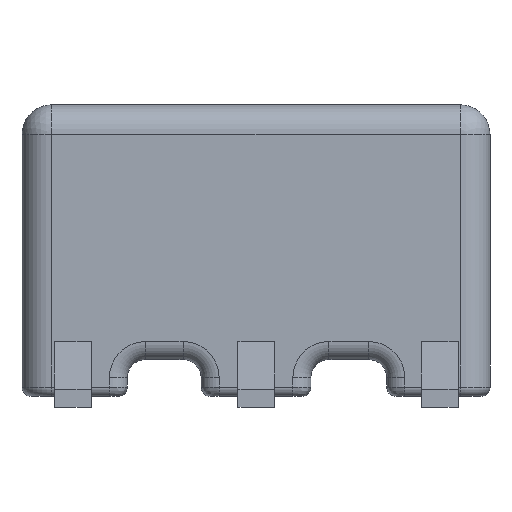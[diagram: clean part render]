
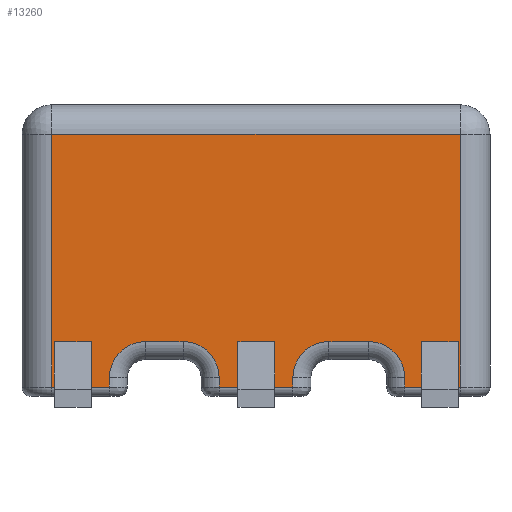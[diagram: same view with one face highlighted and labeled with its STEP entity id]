
A CAD part, left-side view. The second image highlights one B-rep face of the part: STEP entity #13260.
In plain terms, the highlighted planar face has unit normal (-1, 0, 0).
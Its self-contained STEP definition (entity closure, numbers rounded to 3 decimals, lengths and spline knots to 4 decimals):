
#570=PLANE('',#14249);
#1079=LINE('',#18527,#2578);
#1082=LINE('',#18532,#2581);
#1085=LINE('',#18536,#2584);
#1095=LINE('',#18565,#2594);
#1096=LINE('',#18569,#2595);
#1097=LINE('',#18571,#2596);
#1098=LINE('',#18575,#2597);
#1099=LINE('',#18579,#2598);
#1100=LINE('',#18581,#2599);
#1101=LINE('',#18583,#2600);
#1102=LINE('',#18587,#2601);
#1103=LINE('',#18590,#2602);
#2578=VECTOR('',#15201,10.);
#2581=VECTOR('',#15208,10.);
#2584=VECTOR('',#15213,10.);
#2594=VECTOR('',#15243,1000.);
#2595=VECTOR('',#15248,1000.);
#2596=VECTOR('',#15249,1000.);
#2597=VECTOR('',#15252,1000.);
#2598=VECTOR('',#15255,1000.);
#2599=VECTOR('',#15256,1000.);
#2600=VECTOR('',#15257,1000.);
#2601=VECTOR('',#15260,1000.);
#2602=VECTOR('',#15263,1000.);
#4181=FACE_OUTER_BOUND('',#4952,.T.);
#4952=EDGE_LOOP('',(#9312,#9313,#9314,#9315,#9316,#9317,#9318,#9319,#9320,
#9321,#9322,#9323,#9324,#9325,#9326,#9327));
#5756=CIRCLE('',#14250,0.5);
#5757=CIRCLE('',#14251,0.5);
#5758=CIRCLE('',#14252,0.5);
#5759=CIRCLE('',#14253,0.5);
#5970=VERTEX_POINT('',#18474);
#5977=VERTEX_POINT('',#18488);
#5985=VERTEX_POINT('',#18510);
#5987=VERTEX_POINT('',#18519);
#5998=VERTEX_POINT('',#18564);
#5999=VERTEX_POINT('',#18568);
#6000=VERTEX_POINT('',#18570);
#6001=VERTEX_POINT('',#18572);
#6002=VERTEX_POINT('',#18574);
#6003=VERTEX_POINT('',#18576);
#6004=VERTEX_POINT('',#18578);
#6005=VERTEX_POINT('',#18580);
#6006=VERTEX_POINT('',#18582);
#6007=VERTEX_POINT('',#18584);
#6008=VERTEX_POINT('',#18586);
#6009=VERTEX_POINT('',#18588);
#7281=EDGE_CURVE('',#5987,#5985,#1079,.T.);
#7284=EDGE_CURVE('',#5977,#5987,#1082,.T.);
#7287=EDGE_CURVE('',#5985,#5970,#1085,.T.);
#7302=EDGE_CURVE('',#5998,#5970,#1095,.T.);
#7304=EDGE_CURVE('',#5977,#5999,#1096,.T.);
#7305=EDGE_CURVE('',#5999,#6000,#1097,.T.);
#7306=EDGE_CURVE('',#6001,#6000,#5756,.T.);
#7307=EDGE_CURVE('',#6001,#6002,#1098,.T.);
#7308=EDGE_CURVE('',#6003,#6002,#5757,.T.);
#7309=EDGE_CURVE('',#6003,#6004,#1099,.T.);
#7310=EDGE_CURVE('',#6004,#6005,#1100,.T.);
#7311=EDGE_CURVE('',#6005,#6006,#1101,.T.);
#7312=EDGE_CURVE('',#6007,#6006,#5758,.T.);
#7313=EDGE_CURVE('',#6007,#6008,#1102,.T.);
#7314=EDGE_CURVE('',#6009,#6008,#5759,.T.);
#7315=EDGE_CURVE('',#6009,#5998,#1103,.T.);
#9312=ORIENTED_EDGE('',*,*,#7287,.F.);
#9313=ORIENTED_EDGE('',*,*,#7281,.F.);
#9314=ORIENTED_EDGE('',*,*,#7284,.F.);
#9315=ORIENTED_EDGE('',*,*,#7304,.T.);
#9316=ORIENTED_EDGE('',*,*,#7305,.T.);
#9317=ORIENTED_EDGE('',*,*,#7306,.F.);
#9318=ORIENTED_EDGE('',*,*,#7307,.T.);
#9319=ORIENTED_EDGE('',*,*,#7308,.F.);
#9320=ORIENTED_EDGE('',*,*,#7309,.T.);
#9321=ORIENTED_EDGE('',*,*,#7310,.T.);
#9322=ORIENTED_EDGE('',*,*,#7311,.T.);
#9323=ORIENTED_EDGE('',*,*,#7312,.F.);
#9324=ORIENTED_EDGE('',*,*,#7313,.T.);
#9325=ORIENTED_EDGE('',*,*,#7314,.F.);
#9326=ORIENTED_EDGE('',*,*,#7315,.T.);
#9327=ORIENTED_EDGE('',*,*,#7302,.T.);
#13260=ADVANCED_FACE('',(#4181),#570,.T.);
#14249=AXIS2_PLACEMENT_3D('',#18567,#15246,#15247);
#14250=AXIS2_PLACEMENT_3D('',#18573,#15250,#15251);
#14251=AXIS2_PLACEMENT_3D('',#18577,#15253,#15254);
#14252=AXIS2_PLACEMENT_3D('',#18585,#15258,#15259);
#14253=AXIS2_PLACEMENT_3D('',#18589,#15261,#15262);
#15201=DIRECTION('',(0.,0.,1.));
#15208=DIRECTION('',(0.,1.,0.));
#15213=DIRECTION('',(0.,-1.,0.));
#15243=DIRECTION('',(0.,0.,1.));
#15246=DIRECTION('center_axis',(-1.,0.,0.));
#15247=DIRECTION('ref_axis',(0.,0.,1.));
#15248=DIRECTION('',(0.,0.,1.));
#15249=DIRECTION('',(0.,1.,0.));
#15250=DIRECTION('center_axis',(-1.,0.,0.));
#15251=DIRECTION('ref_axis',(0.,0.,1.));
#15252=DIRECTION('',(0.,0.,1.));
#15253=DIRECTION('center_axis',(-1.,0.,0.));
#15254=DIRECTION('ref_axis',(0.,0.,1.));
#15255=DIRECTION('',(0.,-1.,0.));
#15256=DIRECTION('',(0.,0.,1.));
#15257=DIRECTION('',(0.,1.,0.));
#15258=DIRECTION('center_axis',(-1.,0.,0.));
#15259=DIRECTION('ref_axis',(0.,0.,1.));
#15260=DIRECTION('',(0.,0.,1.));
#15261=DIRECTION('center_axis',(-1.,0.,0.));
#15262=DIRECTION('ref_axis',(0.,0.,1.));
#15263=DIRECTION('',(0.,-1.,0.));
#18474=CARTESIAN_POINT('',(-3.57,-3.78,-0.41));
#18488=CARTESIAN_POINT('',(-3.57,-3.78,-6.07));
#18510=CARTESIAN_POINT('',(-3.57,-0.283,-0.41));
#18519=CARTESIAN_POINT('',(-3.57,-0.283,-6.07));
#18527=CARTESIAN_POINT('',(-3.57,-0.283,-6.48));
#18532=CARTESIAN_POINT('',(-3.57,0.,-6.07));
#18536=CARTESIAN_POINT('',(-3.57,0.,-0.41));
#18564=CARTESIAN_POINT('',(-3.57,-3.78,-1.18));
#18565=CARTESIAN_POINT('',(-3.57,-3.78,-6.48));
#18567=CARTESIAN_POINT('Origin',(-3.57,0.,-6.48));
#18568=CARTESIAN_POINT('',(-3.57,-3.78,-5.27));
#18569=CARTESIAN_POINT('',(-3.57,-3.78,-6.48));
#18570=CARTESIAN_POINT('',(-3.57,-3.65,-5.27));
#18571=CARTESIAN_POINT('',(-3.57,-3.4,-5.27));
#18572=CARTESIAN_POINT('',(-3.57,-3.15,-4.77));
#18573=CARTESIAN_POINT('Origin',(-3.57,-3.65,-4.77));
#18574=CARTESIAN_POINT('',(-3.57,-3.15,-4.25));
#18575=CARTESIAN_POINT('',(-3.57,-3.15,-4.));
#18576=CARTESIAN_POINT('',(-3.57,-3.65,-3.75));
#18577=CARTESIAN_POINT('Origin',(-3.57,-3.65,-4.25));
#18578=CARTESIAN_POINT('',(-3.57,-3.78,-3.75));
#18579=CARTESIAN_POINT('',(-3.57,-3.91,-3.75));
#18580=CARTESIAN_POINT('',(-3.57,-3.78,-2.73));
#18581=CARTESIAN_POINT('',(-3.57,-3.78,-6.48));
#18582=CARTESIAN_POINT('',(-3.57,-3.65,-2.73));
#18583=CARTESIAN_POINT('',(-3.57,-3.4,-2.73));
#18584=CARTESIAN_POINT('',(-3.57,-3.15,-2.23));
#18585=CARTESIAN_POINT('Origin',(-3.57,-3.65,-2.23));
#18586=CARTESIAN_POINT('',(-3.57,-3.15,-1.68));
#18587=CARTESIAN_POINT('',(-3.57,-3.15,-1.43));
#18588=CARTESIAN_POINT('',(-3.57,-3.65,-1.18));
#18589=CARTESIAN_POINT('Origin',(-3.57,-3.65,-1.68));
#18590=CARTESIAN_POINT('',(-3.57,-3.91,-1.18));
